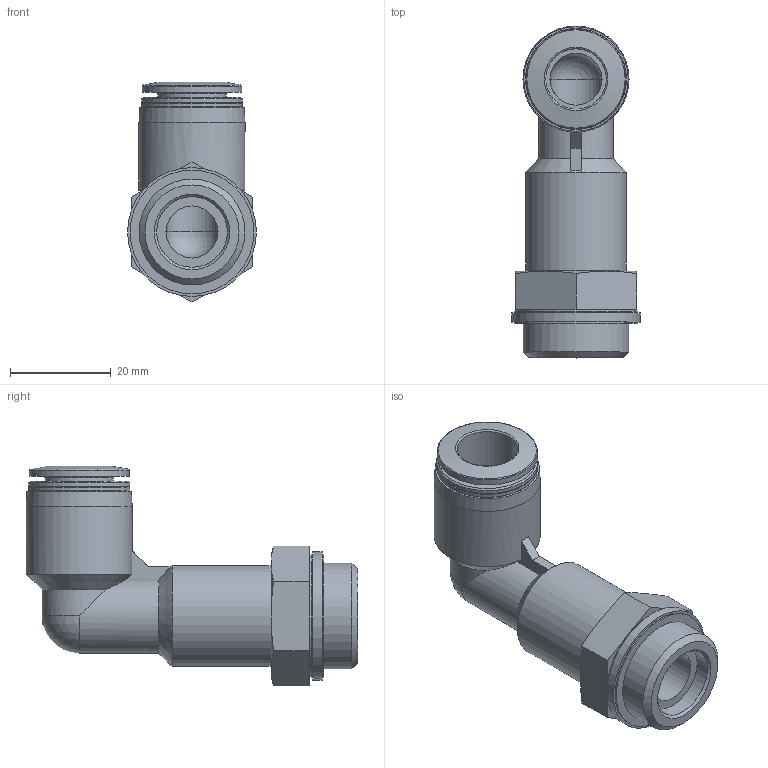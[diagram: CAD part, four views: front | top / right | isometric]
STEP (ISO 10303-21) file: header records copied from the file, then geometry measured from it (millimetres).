
FILE_DESCRIPTION(/* description */ ('STEP AP214'),/* implementation_level */ '2;1');
FILE_NAME(/* name */ '186136_QSLL-G1_2-12',/* time_stamp */ '2024-09-12T08:53:03+02:00',/* author */ ('License CC BY-ND 4.0'),/* organization */ ('CADENAS'),/* preprocessor_version */ 'ST-DEVELOPER v19.3',/* originating_system */ 'PARTsolutions',/* authorisation */ ' ');
FILE_SCHEMA (('AUTOMOTIVE_DESIGN {1 0 10303 214 3 1 1}'));
Length unit declared in the file: millimetre
Products named in the file (1): 186136 QSLL-G1/2-12
Bounding box: 25.5 x 65.7 x 43.56 mm (x, y, z)
Volume: 17526.2 mm3; surface area: 9351.4 mm2
Topology: 1 solids, 1 shells, 65 faces, 141 edges, 85 vertices
Faces by surface type: plane 27, cylinder 17, cone 16, torus 3, sphere 2
Full cylindrical faces by diameter (mm): 10.3 x2, 12 x1, 13.5 x1, 13.97 x1, 19.8 x1, 20 x3, 20.955 x1, 21 x1, 24 x1, 24.5 x2, 25.5 x1
Entity records: 2046 total; most frequent: CARTESIAN_POINT 307, DIRECTION 275, ORIENTED_EDGE 208, AXIS2_PLACEMENT_3D 124, EDGE_CURVE 104, EDGE_LOOP 103, FACE_BOUND 103, VERTEX_POINT 77
